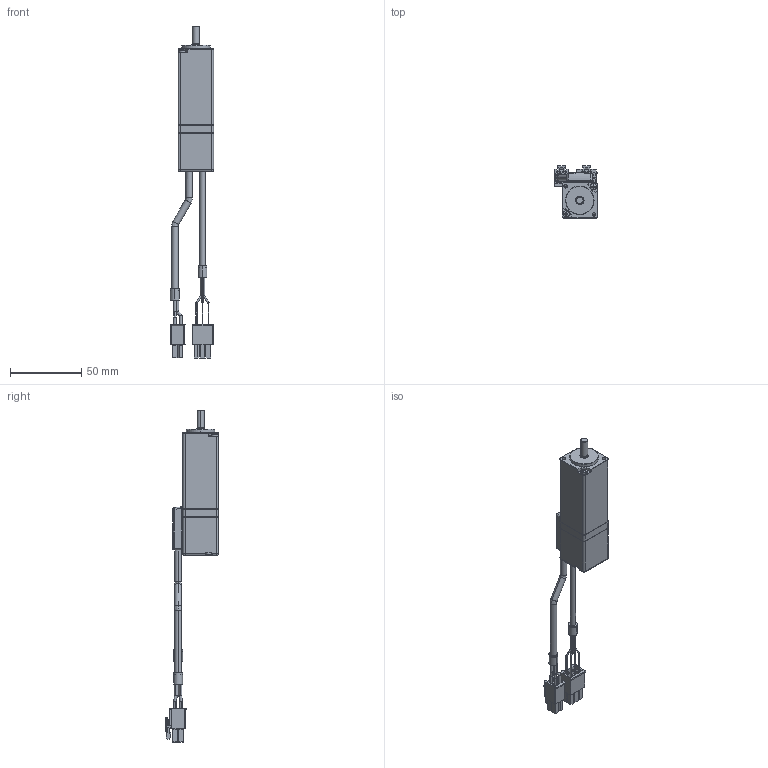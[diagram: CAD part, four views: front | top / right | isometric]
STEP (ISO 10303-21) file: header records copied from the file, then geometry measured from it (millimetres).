
FILE_DESCRIPTION (( 'STEP AP203' ), '1' );
FILE_NAME ('SV-X6MN004A-N6PA.STEP', '2019-10-24T01:06:26', ( '' ), ( '' ), 'SwSTEP 2.0', 'SolidWorks 2016', '' );
FILE_SCHEMA (( 'CONFIG_CONTROL_DESIGN' ));
Length unit declared in the file: millimetre
Products named in the file (1): SV-X6MN004A-N6PA
Bounding box: 30.35 x 37.2 x 233.16 mm (x, y, z)
Volume: 65288.5 mm3; surface area: 19629.4 mm2
Topology: 1 solids, 7 shells, 724 faces, 1878 edges, 1195 vertices
Faces by surface type: plane 417, cylinder 224, bspline 55, cone 28
Entity records: 23149 total; most frequent: CARTESIAN_POINT 5911, ORIENTED_EDGE 3748, DIRECTION 3351, EDGE_CURVE 1874, LINE 1245, VECTOR 1245, VERTEX_POINT 1195, AXIS2_PLACEMENT_3D 1053
